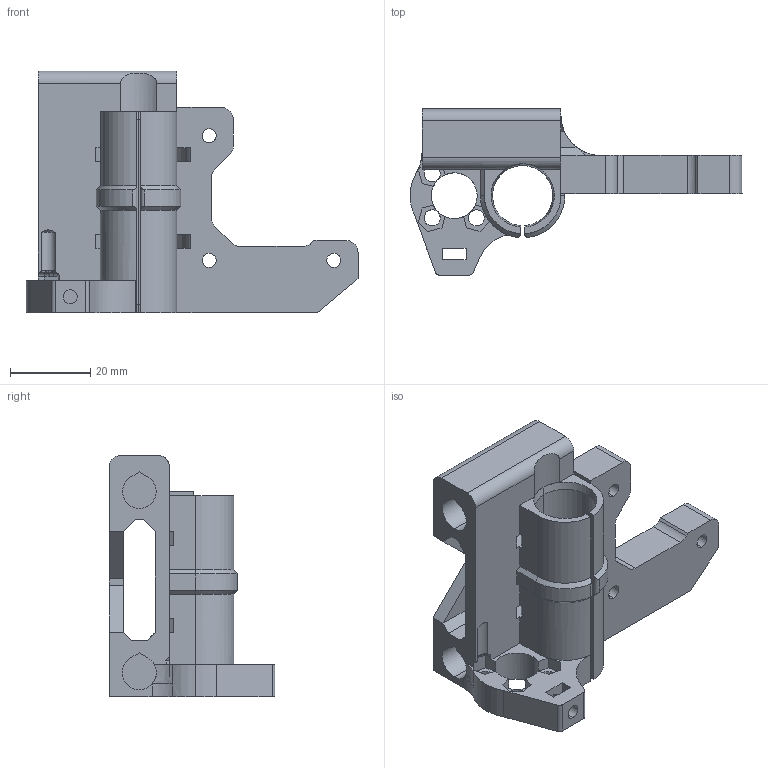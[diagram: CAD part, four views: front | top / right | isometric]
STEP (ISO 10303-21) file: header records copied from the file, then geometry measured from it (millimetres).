
FILE_DESCRIPTION(('CATIA V5 STEP Exchange'),'2;1');
FILE_NAME('X end_motor.stp','2018-02-21T10:31:25+00:00',('none'),('none'),'CATIA Version 5 Release 20 GA (IN-10)','CATIA V5 STEP AP203','none');
FILE_SCHEMA(('CONFIG_CONTROL_DESIGN'));
Length unit declared in the file: millimetre
Products named in the file (1): C - X_end_motor_2
Bounding box: 82.5 x 41.2 x 60 mm (x, y, z)
Volume: 35452.6 mm3; surface area: 19283.6 mm2
Topology: 1 solids, 1 shells, 175 faces, 517 edges, 337 vertices
Faces by surface type: plane 86, cylinder 73, cone 9, bspline 7
Entity records: 6490 total; most frequent: CARTESIAN_POINT 1966, ORIENTED_EDGE 1034, DIRECTION 754, EDGE_CURVE 517, VERTEX_POINT 337, VECTOR 318, LINE 318, AXIS2_PLACEMENT_3D 269
